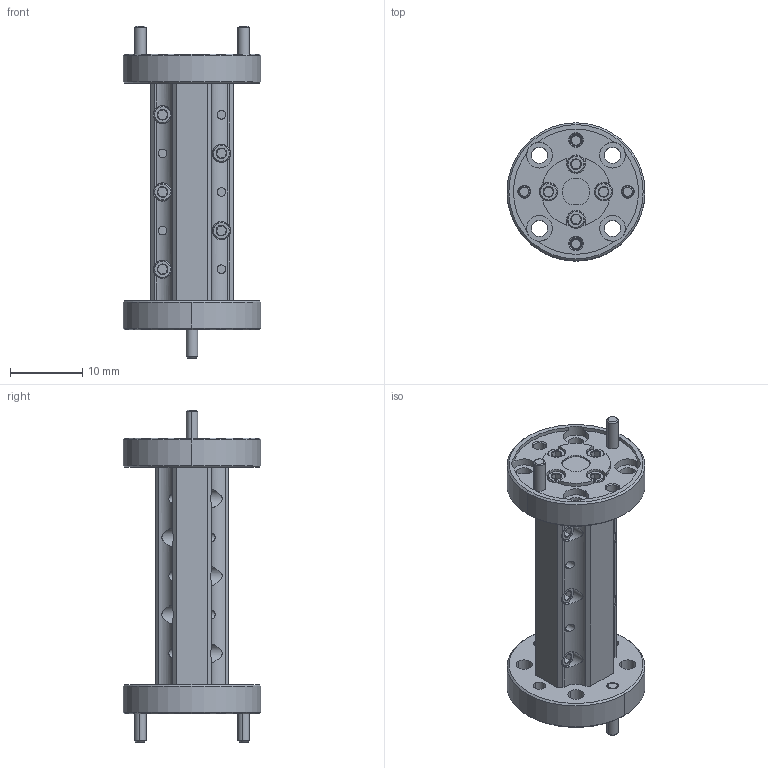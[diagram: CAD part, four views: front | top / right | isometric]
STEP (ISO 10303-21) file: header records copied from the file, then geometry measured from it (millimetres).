
FILE_DESCRIPTION (( 'STEP AP203' ), '1' );
FILE_NAME ('AS-FEF-141-A.STEP', '2023-06-08T01:13:10', ( '' ), ( '' ), 'SwSTEP 2.0', 'SolidWorks 2021', '' );
FILE_SCHEMA (( 'CONFIG_CONTROL_DESIGN' ));
Length unit declared in the file: inch
Products named in the file (1): AS-FEF-141-A
Bounding box: 19.05 x 19.05 x 45.85 mm (x, y, z)
Volume: 4586.5 mm3; surface area: 3708 mm2
Topology: 9 solids, 9 shells, 684 faces, 1500 edges, 888 vertices
Faces by surface type: plane 256, cone 238, cylinder 190
Entity records: 19629 total; most frequent: CARTESIAN_POINT 4439, DIRECTION 3306, ORIENTED_EDGE 3000, EDGE_CURVE 1500, AXIS2_PLACEMENT_3D 1307, VERTEX_POINT 888, EDGE_LOOP 770, LINE 692
